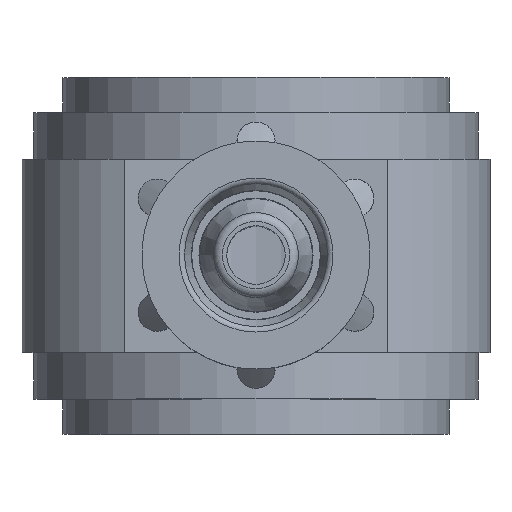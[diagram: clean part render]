
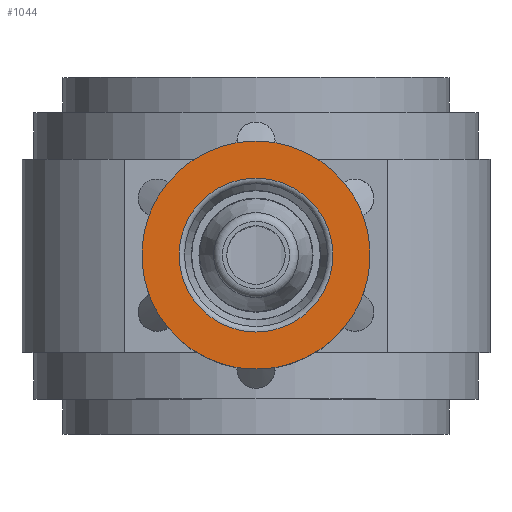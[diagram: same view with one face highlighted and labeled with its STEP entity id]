
A CAD part, top view. The second image highlights one B-rep face of the part: STEP entity #1044.
In plain terms, the highlighted face is planar.
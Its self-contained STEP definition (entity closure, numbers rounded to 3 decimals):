
#153=PLANE('',#1206);
#320=ORIENTED_EDGE('',*,*,#507,.F.);
#321=ORIENTED_EDGE('',*,*,#508,.T.);
#322=ORIENTED_EDGE('',*,*,#509,.T.);
#323=ORIENTED_EDGE('',*,*,#510,.T.);
#324=ORIENTED_EDGE('',*,*,#511,.T.);
#325=ORIENTED_EDGE('',*,*,#512,.T.);
#326=ORIENTED_EDGE('',*,*,#513,.T.);
#327=ORIENTED_EDGE('',*,*,#514,.T.);
#328=ORIENTED_EDGE('',*,*,#515,.T.);
#329=ORIENTED_EDGE('',*,*,#516,.T.);
#330=ORIENTED_EDGE('',*,*,#517,.T.);
#331=ORIENTED_EDGE('',*,*,#518,.T.);
#332=ORIENTED_EDGE('',*,*,#519,.T.);
#507=EDGE_CURVE('',#620,#620,#694,.T.);
#508=EDGE_CURVE('',#621,#622,#695,.T.);
#509=EDGE_CURVE('',#622,#623,#696,.F.);
#510=EDGE_CURVE('',#623,#624,#697,.T.);
#511=EDGE_CURVE('',#624,#625,#698,.F.);
#512=EDGE_CURVE('',#625,#626,#699,.T.);
#513=EDGE_CURVE('',#626,#627,#700,.F.);
#514=EDGE_CURVE('',#627,#628,#701,.T.);
#515=EDGE_CURVE('',#628,#629,#702,.F.);
#516=EDGE_CURVE('',#629,#630,#703,.T.);
#517=EDGE_CURVE('',#630,#631,#704,.F.);
#518=EDGE_CURVE('',#631,#632,#705,.T.);
#519=EDGE_CURVE('',#632,#621,#706,.F.);
#620=VERTEX_POINT('',#1838);
#621=VERTEX_POINT('',#1840);
#622=VERTEX_POINT('',#1841);
#623=VERTEX_POINT('',#1843);
#624=VERTEX_POINT('',#1845);
#625=VERTEX_POINT('',#1847);
#626=VERTEX_POINT('',#1849);
#627=VERTEX_POINT('',#1851);
#628=VERTEX_POINT('',#1853);
#629=VERTEX_POINT('',#1855);
#630=VERTEX_POINT('',#1857);
#631=VERTEX_POINT('',#1859);
#632=VERTEX_POINT('',#1861);
#694=CIRCLE('',#1207,2.631);
#695=CIRCLE('',#1208,3.9);
#696=CIRCLE('',#1209,3.9);
#697=CIRCLE('',#1210,3.9);
#698=CIRCLE('',#1211,3.9);
#699=CIRCLE('',#1212,3.9);
#700=CIRCLE('',#1213,3.9);
#701=CIRCLE('',#1214,3.9);
#702=CIRCLE('',#1215,3.9);
#703=CIRCLE('',#1216,3.9);
#704=CIRCLE('',#1217,3.9);
#705=CIRCLE('',#1218,3.9);
#706=CIRCLE('',#1219,3.9);
#802=EDGE_LOOP('',(#320));
#803=EDGE_LOOP('',(#321,#322,#323,#324,#325,#326,#327,#328,#329,#330,#331,
#332));
#922=FACE_BOUND('',#802,.T.);
#923=FACE_BOUND('',#803,.T.);
#1044=ADVANCED_FACE('',(#922,#923),#153,.F.);
#1206=AXIS2_PLACEMENT_3D('',#1836,#1477,#1478);
#1207=AXIS2_PLACEMENT_3D('',#1837,#1479,#1480);
#1208=AXIS2_PLACEMENT_3D('',#1839,#1481,#1482);
#1209=AXIS2_PLACEMENT_3D('',#1842,#1483,#1484);
#1210=AXIS2_PLACEMENT_3D('',#1844,#1485,#1486);
#1211=AXIS2_PLACEMENT_3D('',#1846,#1487,#1488);
#1212=AXIS2_PLACEMENT_3D('',#1848,#1489,#1490);
#1213=AXIS2_PLACEMENT_3D('',#1850,#1491,#1492);
#1214=AXIS2_PLACEMENT_3D('',#1852,#1493,#1494);
#1215=AXIS2_PLACEMENT_3D('',#1854,#1495,#1496);
#1216=AXIS2_PLACEMENT_3D('',#1856,#1497,#1498);
#1217=AXIS2_PLACEMENT_3D('',#1858,#1499,#1500);
#1218=AXIS2_PLACEMENT_3D('',#1860,#1501,#1502);
#1219=AXIS2_PLACEMENT_3D('',#1862,#1503,#1504);
#1477=DIRECTION('',(-1.,0.,0.));
#1478=DIRECTION('',(0.,0.,1.));
#1479=DIRECTION('',(1.,0.,0.));
#1480=DIRECTION('',(0.,0.,-1.));
#1481=DIRECTION('',(1.,0.,0.));
#1482=DIRECTION('',(0.,0.,-1.));
#1483=DIRECTION('',(-1.,0.,0.));
#1484=DIRECTION('',(0.,0.,1.));
#1485=DIRECTION('',(1.,0.,0.));
#1486=DIRECTION('',(0.,0.,-1.));
#1487=DIRECTION('',(-1.,0.,0.));
#1488=DIRECTION('',(0.,0.,1.));
#1489=DIRECTION('',(1.,0.,0.));
#1490=DIRECTION('',(0.,0.,-1.));
#1491=DIRECTION('',(-1.,0.,0.));
#1492=DIRECTION('',(0.,0.,1.));
#1493=DIRECTION('',(1.,0.,0.));
#1494=DIRECTION('',(0.,0.,-1.));
#1495=DIRECTION('',(-1.,0.,0.));
#1496=DIRECTION('',(0.,0.,1.));
#1497=DIRECTION('',(1.,0.,0.));
#1498=DIRECTION('',(0.,0.,-1.));
#1499=DIRECTION('',(-1.,0.,0.));
#1500=DIRECTION('',(0.,0.,1.));
#1501=DIRECTION('',(1.,0.,0.));
#1502=DIRECTION('',(0.,0.,-1.));
#1503=DIRECTION('',(-1.,0.,0.));
#1504=DIRECTION('',(0.,0.,1.));
#1836=CARTESIAN_POINT('',(8.5,3.85,0.));
#1837=CARTESIAN_POINT('',(8.5,0.,0.));
#1838=CARTESIAN_POINT('',(8.5,0.,-2.631));
#1839=CARTESIAN_POINT('',(8.5,0.,0.));
#1840=CARTESIAN_POINT('',(8.5,1.362,3.654));
#1841=CARTESIAN_POINT('',(8.5,-1.362,3.654));
#1842=CARTESIAN_POINT('',(8.5,0.,0.));
#1843=CARTESIAN_POINT('',(8.5,-2.484,3.007));
#1844=CARTESIAN_POINT('',(8.5,0.,0.));
#1845=CARTESIAN_POINT('',(8.5,-3.846,0.648));
#1846=CARTESIAN_POINT('',(8.5,0.,0.));
#1847=CARTESIAN_POINT('',(8.5,-3.846,-0.648));
#1848=CARTESIAN_POINT('',(8.5,0.,0.));
#1849=CARTESIAN_POINT('',(8.5,-2.484,-3.007));
#1850=CARTESIAN_POINT('',(8.5,0.,0.));
#1851=CARTESIAN_POINT('',(8.5,-1.362,-3.654));
#1852=CARTESIAN_POINT('',(8.5,0.,0.));
#1853=CARTESIAN_POINT('',(8.5,1.362,-3.654));
#1854=CARTESIAN_POINT('',(8.5,0.,0.));
#1855=CARTESIAN_POINT('',(8.5,2.484,-3.007));
#1856=CARTESIAN_POINT('',(8.5,0.,0.));
#1857=CARTESIAN_POINT('',(8.5,3.846,-0.648));
#1858=CARTESIAN_POINT('',(8.5,0.,0.));
#1859=CARTESIAN_POINT('',(8.5,3.846,0.648));
#1860=CARTESIAN_POINT('',(8.5,0.,0.));
#1861=CARTESIAN_POINT('',(8.5,2.484,3.007));
#1862=CARTESIAN_POINT('',(8.5,0.,0.));
